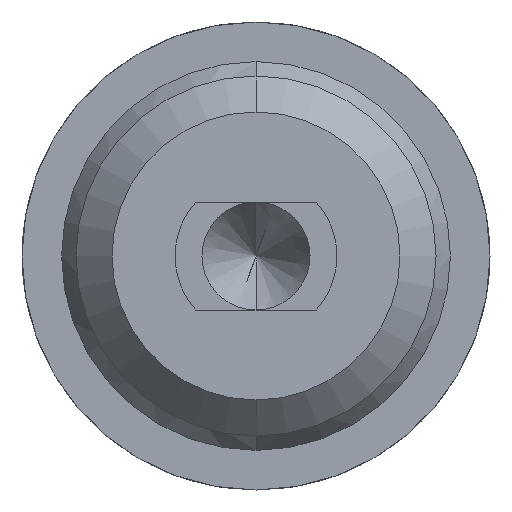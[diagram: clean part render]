
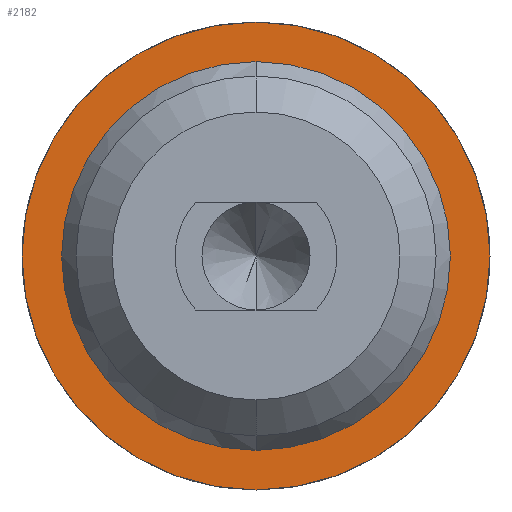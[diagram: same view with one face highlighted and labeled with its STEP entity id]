
A CAD part, front view. The second image highlights one B-rep face of the part: STEP entity #2182.
In plain terms, the highlighted planar face has unit normal (0, -1, 0).
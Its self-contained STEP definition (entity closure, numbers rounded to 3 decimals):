
#40 = CARTESIAN_POINT ( 'NONE',  ( 0., 27.9, 1.3 ) ) ;
#293 = DIRECTION ( 'NONE',  ( 0., -1., 0. ) ) ;
#351 = DIRECTION ( 'NONE',  ( 0., -1., 0. ) ) ;
#551 = ORIENTED_EDGE ( 'NONE', *, *, #3893, .T. ) ;
#735 = CARTESIAN_POINT ( 'NONE',  ( 0., 27.9, -1.08 ) ) ;
#768 = DIRECTION ( 'NONE',  ( 0., 0., -1. ) ) ;
#1070 = CARTESIAN_POINT ( 'NONE',  ( 0., 27.9, 0. ) ) ;
#1076 = CIRCLE ( 'NONE', #4646, 1.08 ) ;
#1091 = DIRECTION ( 'NONE',  ( 0., 0., -1. ) ) ;
#1116 = CARTESIAN_POINT ( 'NONE',  ( 0., 27.9, -1.3 ) ) ;
#1150 = VERTEX_POINT ( 'NONE', #40 ) ;
#1436 = DIRECTION ( 'NONE',  ( 0., 0., -1. ) ) ;
#1455 = PLANE ( 'NONE',  #3947 ) ;
#1525 = EDGE_CURVE ( 'Defeature ausgef�hrt3_6+Defeature ausgef�hrt3_7+Defeature ausgef�hrt3_7+Defeature ausgef�hrt3_7', #3111, #4042, #1076, .T. ) ;
#2082 = CIRCLE ( 'NONE', #3345, 1.3 ) ;
#2105 = AXIS2_PLACEMENT_3D ( 'NONE', #1070, #2171, #4849 ) ;
#2171 = DIRECTION ( 'NONE',  ( 0., -1., 0. ) ) ;
#2176 = EDGE_CURVE ( 'Defeature ausgef�hrt3_6+Defeature ausgef�hrt3_7+Defeature ausgef�hrt3_7+Defeature ausgef�hrt3_7', #4042, #3111, #4332, .T. ) ;
#2182 = ADVANCED_FACE ( 'Defeature ausgef�hrt3_7', ( #2305, #4515 ), #1455, .T. ) ;
#2243 = CARTESIAN_POINT ( 'NONE',  ( 0., 27.9, 0. ) ) ;
#2305 = FACE_OUTER_BOUND ( 'NONE', #3164, .T. ) ;
#2313 = CIRCLE ( 'NONE', #4472, 1.3 ) ;
#2323 = ORIENTED_EDGE ( 'NONE', *, *, #2176, .F. ) ;
#2622 = ORIENTED_EDGE ( 'NONE', *, *, #1525, .F. ) ;
#3111 = VERTEX_POINT ( 'NONE', #735 ) ;
#3164 = EDGE_LOOP ( 'NONE', ( #551, #3856 ) ) ;
#3312 = CARTESIAN_POINT ( 'NONE',  ( 0., 27.9, 0. ) ) ;
#3330 = CARTESIAN_POINT ( 'NONE',  ( 0., 27.9, 0. ) ) ;
#3345 = AXIS2_PLACEMENT_3D ( 'NONE', #3330, #351, #1436 ) ;
#3432 = CARTESIAN_POINT ( 'NONE',  ( 0., 27.9, 1.08 ) ) ;
#3724 = DIRECTION ( 'NONE',  ( 0., 0., -1. ) ) ;
#3856 = ORIENTED_EDGE ( 'NONE', *, *, #4848, .T. ) ;
#3893 = EDGE_CURVE ( 'Defeature ausgef�hrt3_7+Defeature ausgef�hrt3_8+Defeature ausgef�hrt3_8+Defeature ausgef�hrt3_8', #4288, #1150, #2082, .T. ) ;
#3947 = AXIS2_PLACEMENT_3D ( 'NONE', #4455, #4094, #1091 ) ;
#3972 = EDGE_LOOP ( 'NONE', ( #2622, #2323 ) ) ;
#4042 = VERTEX_POINT ( 'NONE', #3432 ) ;
#4094 = DIRECTION ( 'NONE',  ( 0., -1., 0. ) ) ;
#4144 = DIRECTION ( 'NONE',  ( 0., -1., 0. ) ) ;
#4288 = VERTEX_POINT ( 'NONE', #1116 ) ;
#4332 = CIRCLE ( 'NONE', #2105, 1.08 ) ;
#4455 = CARTESIAN_POINT ( 'NONE',  ( 1.08, 27.9, 0. ) ) ;
#4472 = AXIS2_PLACEMENT_3D ( 'NONE', #2243, #4144, #768 ) ;
#4515 = FACE_BOUND ( 'NONE', #3972, .T. ) ;
#4646 = AXIS2_PLACEMENT_3D ( 'NONE', #3312, #293, #3724 ) ;
#4848 = EDGE_CURVE ( 'Defeature ausgef�hrt3_7+Defeature ausgef�hrt3_8+Defeature ausgef�hrt3_8+Defeature ausgef�hrt3_8', #1150, #4288, #2313, .T. ) ;
#4849 = DIRECTION ( 'NONE',  ( 0., 0., -1. ) ) ;
